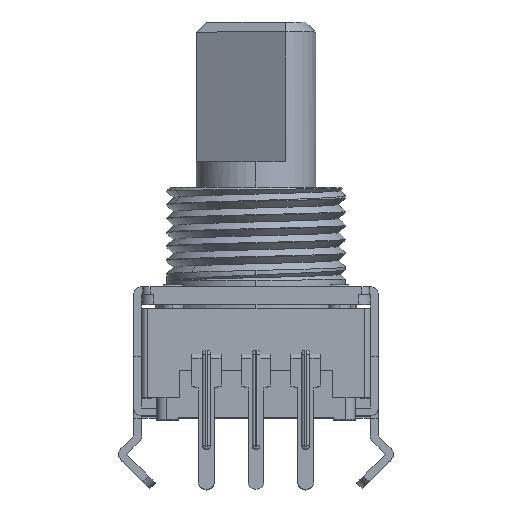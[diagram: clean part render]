
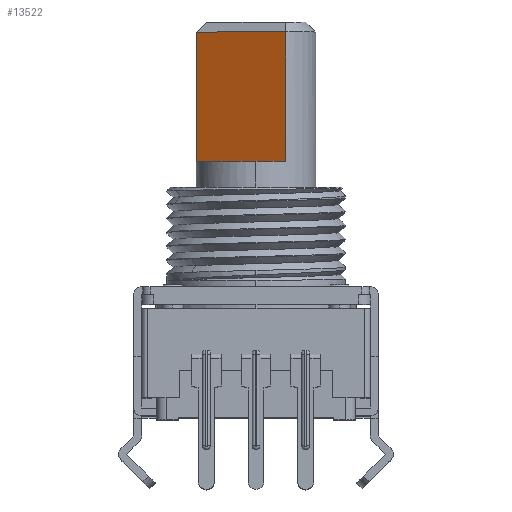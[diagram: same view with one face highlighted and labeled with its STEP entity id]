
A CAD part, top view. The second image highlights one B-rep face of the part: STEP entity #13522.
In plain terms, the highlighted planar face has unit normal (-0.5, 0, 0.866).
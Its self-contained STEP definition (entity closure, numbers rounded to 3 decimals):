
#500 = CARTESIAN_POINT ( 'NONE',  ( -3., 13.7, 0. ) ) ;
#536 = CARTESIAN_POINT ( 'NONE',  ( 1.5, 7.2, 2.598 ) ) ;
#691 = VERTEX_POINT ( 'NONE', #500 ) ;
#772 = VERTEX_POINT ( 'NONE', #8247 ) ;
#808 = DIRECTION ( 'NONE',  ( 0., 1., 0. ) ) ;
#2071 = DIRECTION ( 'NONE',  ( 0.866, 0., 0.5 ) ) ;
#2160 = CARTESIAN_POINT ( 'NONE',  ( 1.5, 7.2, 2.598 ) ) ;
#2866 = DIRECTION ( 'NONE',  ( 0., -1., 0. ) ) ;
#4082 = ORIENTED_EDGE ( 'NONE', *, *, #9547, .F. ) ;
#4202 = DIRECTION ( 'NONE',  ( -0.866, 0., -0.5 ) ) ;
#5286 = VECTOR ( 'NONE', #808, 1000. ) ;
#6612 = EDGE_CURVE ( 'NONE', #19101, #691, #10328, .T. ) ;
#7033 = VECTOR ( 'NONE', #2071, 1000. ) ;
#7157 = VERTEX_POINT ( 'NONE', #2160 ) ;
#7321 = CARTESIAN_POINT ( 'NONE',  ( -3., 7.2, 0. ) ) ;
#7462 = LINE ( 'NONE', #536, #11512 ) ;
#7755 = AXIS2_PLACEMENT_3D ( 'NONE', #11805, #13386, #4202 ) ;
#8083 = ORIENTED_EDGE ( 'NONE', *, *, #19124, .F. ) ;
#8247 = CARTESIAN_POINT ( 'NONE',  ( 1.5, 13.7, 2.598 ) ) ;
#8735 = ORIENTED_EDGE ( 'NONE', *, *, #6612, .F. ) ;
#9547 = EDGE_CURVE ( 'NONE', #691, #772, #11083, .T. ) ;
#10291 = PLANE ( 'NONE',  #7755 ) ;
#10328 = LINE ( 'NONE', #19172, #5286 ) ;
#10717 = EDGE_LOOP ( 'NONE', ( #13745, #8083, #4082, #8735 ) ) ;
#11083 = LINE ( 'NONE', #12699, #7033 ) ;
#11200 = EDGE_CURVE ( 'NONE', #7157, #19101, #7462, .T. ) ;
#11204 = DIRECTION ( 'NONE',  ( -0.866, 0., -0.5 ) ) ;
#11512 = VECTOR ( 'NONE', #11204, 1000. ) ;
#11805 = CARTESIAN_POINT ( 'NONE',  ( 1.5, 14.2, 2.598 ) ) ;
#11988 = CARTESIAN_POINT ( 'NONE',  ( 1.5, -3.44, 2.598 ) ) ;
#12519 = FACE_OUTER_BOUND ( 'NONE', #10717, .T. ) ;
#12699 = CARTESIAN_POINT ( 'NONE',  ( 1.5, 13.7, 2.598 ) ) ;
#13386 = DIRECTION ( 'NONE',  ( 0.5, 0., -0.866 ) ) ;
#13522 = ADVANCED_FACE ( 'NONE', ( #12519 ), #10291, .F. ) ;
#13745 = ORIENTED_EDGE ( 'NONE', *, *, #11200, .F. ) ;
#17198 = LINE ( 'NONE', #11988, #17691 ) ;
#17691 = VECTOR ( 'NONE', #2866, 1000. ) ;
#19101 = VERTEX_POINT ( 'NONE', #7321 ) ;
#19124 = EDGE_CURVE ( 'NONE', #772, #7157, #17198, .T. ) ;
#19172 = CARTESIAN_POINT ( 'NONE',  ( -3., -3.44, 0. ) ) ;
